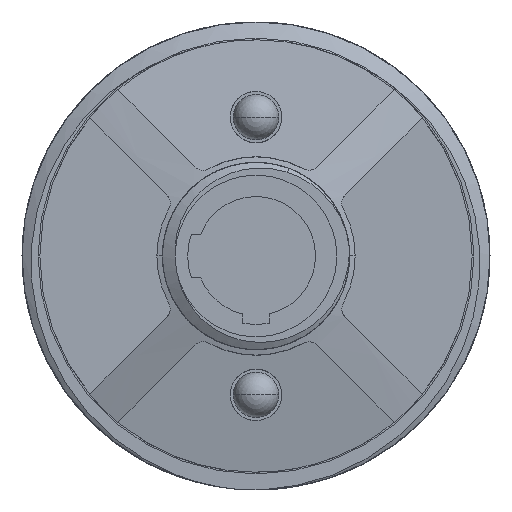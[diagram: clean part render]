
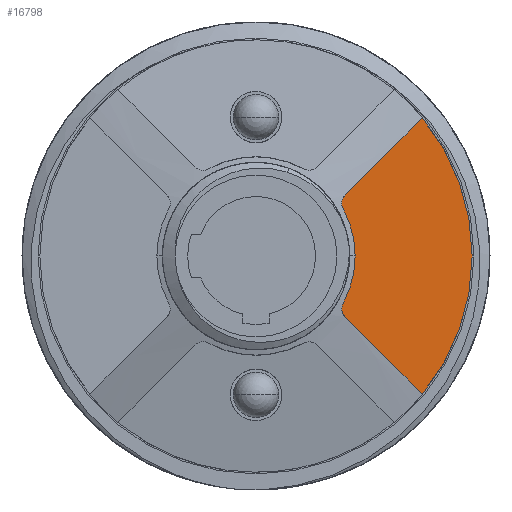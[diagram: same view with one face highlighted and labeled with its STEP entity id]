
A CAD part, left-side view. The second image highlights one B-rep face of the part: STEP entity #16798.
In plain terms, the highlighted face is planar.
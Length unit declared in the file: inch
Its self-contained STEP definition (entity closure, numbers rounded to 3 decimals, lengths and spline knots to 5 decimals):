
#13694=CARTESIAN_POINT('',(0.,0.,0.645));
#13695=DIRECTION('',(0.,0.,1.));
#13696=DIRECTION('',(-1.,0.,0.));
#13697=AXIS2_PLACEMENT_3D('',#13694,#13695,#13696);
#13699=CARTESIAN_POINT('',(0.,0.,0.645));
#13700=DIRECTION('',(0.,0.,1.));
#13701=DIRECTION('',(-0.769,0.639,0.));
#13702=AXIS2_PLACEMENT_3D('',#13699,#13700,#13701);
#13704=DIRECTION('',(0.707,-0.707,0.));
#13705=VECTOR('',#13704,0.27437);
#13706=CARTESIAN_POINT('',(-0.4191,0.34839,0.645));
#13707=LINE('',#13706,#13705);
#13708=CARTESIAN_POINT('',(0.,0.,0.645));
#13709=DIRECTION('',(0.,0.,1.));
#13710=DIRECTION('',(-0.88,0.476,0.));
#13711=AXIS2_PLACEMENT_3D('',#13708,#13709,#13710);
#13713=DIRECTION('',(-0.707,-0.707,0.));
#13714=VECTOR('',#13713,0.27437);
#13715=CARTESIAN_POINT('',(-0.22509,-0.15438,0.645));
#13716=LINE('',#13715,#13714);
#16246=CARTESIAN_POINT('',(-0.24631,-0.13317,0.645));
#16247=DIRECTION('',(0.,0.,1.));
#16248=DIRECTION('',(0.707,-0.707,0.));
#16249=AXIS2_PLACEMENT_3D('',#16246,#16247,#16248);
#16276=CARTESIAN_POINT('',(-0.24631,0.13317,0.645));
#16277=DIRECTION('',(0.,0.,1.));
#16278=DIRECTION('',(0.88,-0.476,0.));
#16279=AXIS2_PLACEMENT_3D('',#16276,#16277,#16278);
#16447=CARTESIAN_POINT('',(-0.545,0.,0.645));
#16448=CARTESIAN_POINT('',(-0.4191,-0.34839,0.645));
#16449=VERTEX_POINT('',#16447);
#16450=VERTEX_POINT('',#16448);
#16451=CARTESIAN_POINT('',(-0.4191,0.34839,0.645));
#16452=VERTEX_POINT('',#16451);
#16610=CARTESIAN_POINT('',(-0.21992,0.1189,0.645));
#16612=VERTEX_POINT('',#16610);
#16614=CARTESIAN_POINT('',(-0.22509,0.15438,0.645));
#16616=VERTEX_POINT('',#16614);
#16618=CARTESIAN_POINT('',(-0.22509,-0.15438,0.645));
#16620=VERTEX_POINT('',#16618);
#16622=CARTESIAN_POINT('',(-0.21992,-0.1189,0.645));
#16624=VERTEX_POINT('',#16622);
#16778=CARTESIAN_POINT('',(-0.17325,0.16025,0.645));
#16779=DIRECTION('',(0.,0.,-1.));
#16780=DIRECTION('',(-1.,0.,0.));
#16781=AXIS2_PLACEMENT_3D('',#16778,#16779,#16780);
#16782=PLANE('',#16781);
#16784=ORIENTED_EDGE('',*,*,#16783,.F.);
#16785=ORIENTED_EDGE('',*,*,#16755,.F.);
#16787=ORIENTED_EDGE('',*,*,#16786,.T.);
#16789=ORIENTED_EDGE('',*,*,#16788,.F.);
#16791=ORIENTED_EDGE('',*,*,#16790,.T.);
#16793=ORIENTED_EDGE('',*,*,#16792,.F.);
#16795=ORIENTED_EDGE('',*,*,#16794,.T.);
#16796=EDGE_LOOP('',(#16784,#16785,#16787,#16789,#16791,#16793,#16795));
#16797=FACE_OUTER_BOUND('',#16796,.F.);
#16798=ADVANCED_FACE('',(#16797),#16782,.F.);
#13698=CIRCLE('',#13697,0.545);
#13703=CIRCLE('',#13702,0.545);
#13712=CIRCLE('',#13711,0.25);
#16250=CIRCLE('',#16249,0.03);
#16280=CIRCLE('',#16279,0.03);
#16755=EDGE_CURVE('',#16452,#16449,#13703,.T.);
#16783=EDGE_CURVE('',#16449,#16450,#13698,.T.);
#16786=EDGE_CURVE('',#16452,#16616,#13707,.T.);
#16788=EDGE_CURVE('',#16612,#16616,#16280,.T.);
#16790=EDGE_CURVE('',#16612,#16624,#13712,.T.);
#16792=EDGE_CURVE('',#16620,#16624,#16250,.T.);
#16794=EDGE_CURVE('',#16620,#16450,#13716,.T.);
